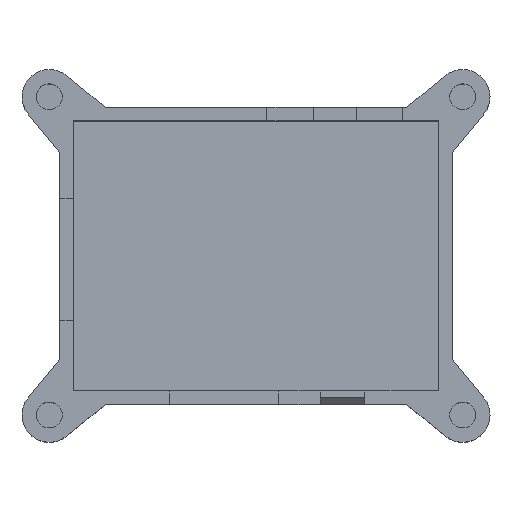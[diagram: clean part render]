
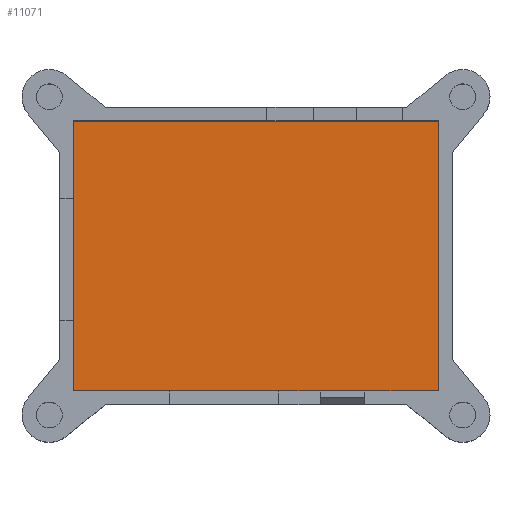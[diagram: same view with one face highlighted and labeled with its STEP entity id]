
A CAD part, top view. The second image highlights one B-rep face of the part: STEP entity #11071.
In plain terms, the highlighted planar face has unit normal (0, 0, 1).
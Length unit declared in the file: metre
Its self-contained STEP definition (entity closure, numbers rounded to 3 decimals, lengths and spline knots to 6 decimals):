
#1827=ORIENTED_EDGE('',*,*,#5181,.T.);
#1828=ORIENTED_EDGE('',*,*,#5177,.T.);
#1829=ORIENTED_EDGE('',*,*,#5199,.F.);
#1830=ORIENTED_EDGE('',*,*,#5192,.F.);
#5177=EDGE_CURVE('',#6921,#6922,#7799,.T.);
#5181=EDGE_CURVE('',#6925,#6921,#7803,.T.);
#5192=EDGE_CURVE('',#6925,#6935,#7814,.T.);
#5199=EDGE_CURVE('',#6935,#6922,#7821,.T.);
#6921=VERTEX_POINT('',#17565);
#6922=VERTEX_POINT('',#17566);
#6925=VERTEX_POINT('',#17574);
#6935=VERTEX_POINT('',#17596);
#7799=LINE('',#17564,#8755);
#7803=LINE('',#17573,#8759);
#7814=LINE('',#17595,#8770);
#7821=LINE('',#17609,#8777);
#8755=VECTOR('',#13686,1.);
#8759=VECTOR('',#13692,1.);
#8770=VECTOR('',#13705,1.);
#8777=VECTOR('',#13714,1.);
#9575=EDGE_LOOP('',(#1827,#1828,#1829,#1830));
#10225=FACE_BOUND('',#9575,.T.);
#10853=PLANE('',#11965);
#11071=ADVANCED_FACE('',(#10225),#10853,.F.);
#11965=AXIS2_PLACEMENT_3D('',#17700,#13811,#13812);
#13686=DIRECTION('',(0.,1.,0.));
#13692=DIRECTION('',(1.,0.,0.));
#13705=DIRECTION('',(0.,1.,0.));
#13714=DIRECTION('',(1.,0.,0.));
#13811=DIRECTION('',(0.,0.,-1.));
#13812=DIRECTION('',(1.,0.,0.));
#17564=CARTESIAN_POINT('',(0.0134,0.009918,-0.0092));
#17565=CARTESIAN_POINT('',(0.0134,-0.0097,-0.0092));
#17566=CARTESIAN_POINT('',(0.0134,0.010113,-0.0092));
#17573=CARTESIAN_POINT('',(0.,-0.0097,-0.0092));
#17574=CARTESIAN_POINT('',(-0.0134,-0.0097,-0.0092));
#17595=CARTESIAN_POINT('',(-0.0134,0.000012,-0.0092));
#17596=CARTESIAN_POINT('',(-0.0134,0.010113,-0.0092));
#17609=CARTESIAN_POINT('',(-0.006598,0.010113,-0.0092));
#17700=CARTESIAN_POINT('',(0.,0.000207,-0.0092));
